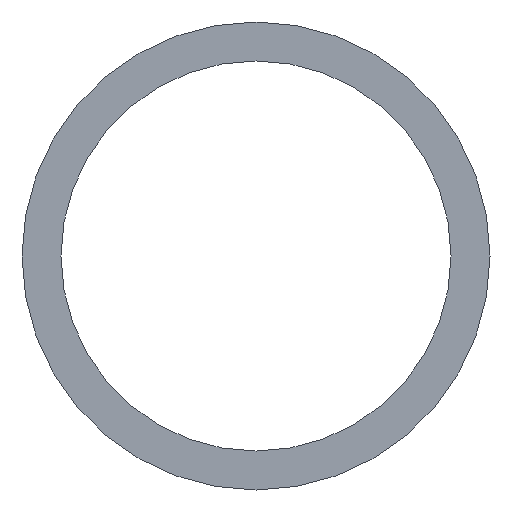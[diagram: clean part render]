
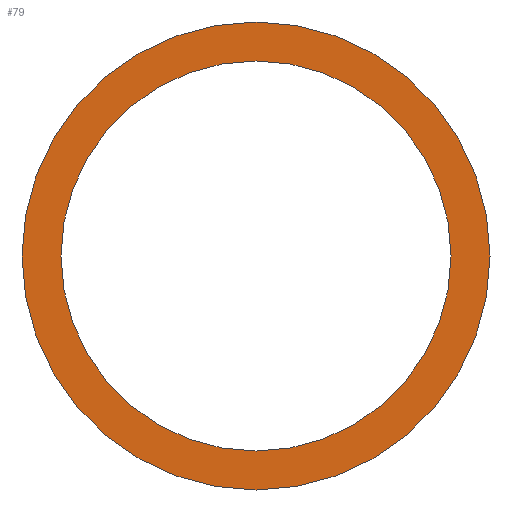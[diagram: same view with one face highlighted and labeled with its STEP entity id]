
A CAD part, front view. The second image highlights one B-rep face of the part: STEP entity #79.
In plain terms, the highlighted planar face has unit normal (0, -1, 0).
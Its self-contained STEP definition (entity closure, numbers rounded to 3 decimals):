
#2 = CIRCLE ( 'NONE', #155, 200. ) ;
#8 = VERTEX_POINT ( 'NONE', #401 ) ;
#12 = FACE_BOUND ( 'NONE', #390, .T. ) ;
#39 = DIRECTION ( 'NONE',  ( 0., 1., 0. ) ) ;
#42 = EDGE_CURVE ( 'NONE', #8, #271, #307, .T. ) ;
#44 = EDGE_CURVE ( 'NONE', #271, #8, #2, .T. ) ;
#63 = ORIENTED_EDGE ( 'NONE', *, *, #44, .T. ) ;
#79 = ADVANCED_FACE ( 'NONE', ( #85, #12 ), #165, .F. ) ;
#85 = FACE_OUTER_BOUND ( 'NONE', #248, .T. ) ;
#97 = CARTESIAN_POINT ( 'NONE',  ( 0., 0., 0. ) ) ;
#98 = CARTESIAN_POINT ( 'NONE',  ( 200., 0., 0. ) ) ;
#107 = ORIENTED_EDGE ( 'NONE', *, *, #326, .F. ) ;
#109 = AXIS2_PLACEMENT_3D ( 'NONE', #381, #202, #251 ) ;
#120 = DIRECTION ( 'NONE',  ( 0., 1., 0. ) ) ;
#124 = DIRECTION ( 'NONE',  ( 0., 1., 0. ) ) ;
#145 = AXIS2_PLACEMENT_3D ( 'NONE', #341, #120, #276 ) ;
#155 = AXIS2_PLACEMENT_3D ( 'NONE', #310, #39, #255 ) ;
#161 = DIRECTION ( 'NONE',  ( -1., 0., 0. ) ) ;
#165 = PLANE ( 'NONE',  #109 ) ;
#185 = CIRCLE ( 'NONE', #213, 240. ) ;
#202 = DIRECTION ( 'NONE',  ( 0., 1., 0. ) ) ;
#213 = AXIS2_PLACEMENT_3D ( 'NONE', #97, #124, #372 ) ;
#224 = DIRECTION ( 'NONE',  ( 0., 1., 0. ) ) ;
#226 = CARTESIAN_POINT ( 'NONE',  ( 0., 0., 0. ) ) ;
#248 = EDGE_LOOP ( 'NONE', ( #317, #107 ) ) ;
#251 = DIRECTION ( 'NONE',  ( -1., 0., 0. ) ) ;
#255 = DIRECTION ( 'NONE',  ( -1., 0., 0. ) ) ;
#258 = CIRCLE ( 'NONE', #145, 240. ) ;
#271 = VERTEX_POINT ( 'NONE', #98 ) ;
#276 = DIRECTION ( 'NONE',  ( -1., 0., 0. ) ) ;
#295 = EDGE_CURVE ( 'NONE', #325, #314, #258, .T. ) ;
#299 = ORIENTED_EDGE ( 'NONE', *, *, #42, .T. ) ;
#307 = CIRCLE ( 'NONE', #369, 200. ) ;
#310 = CARTESIAN_POINT ( 'NONE',  ( 0., 0., 0. ) ) ;
#314 = VERTEX_POINT ( 'NONE', #368 ) ;
#317 = ORIENTED_EDGE ( 'NONE', *, *, #295, .F. ) ;
#325 = VERTEX_POINT ( 'NONE', #367 ) ;
#326 = EDGE_CURVE ( 'NONE', #314, #325, #185, .T. ) ;
#341 = CARTESIAN_POINT ( 'NONE',  ( 0., 0., 0. ) ) ;
#367 = CARTESIAN_POINT ( 'NONE',  ( 240., 0., 0. ) ) ;
#368 = CARTESIAN_POINT ( 'NONE',  ( -240., 0., 0. ) ) ;
#369 = AXIS2_PLACEMENT_3D ( 'NONE', #226, #224, #161 ) ;
#372 = DIRECTION ( 'NONE',  ( -1., 0., 0. ) ) ;
#381 = CARTESIAN_POINT ( 'NONE',  ( 240., 0., 0. ) ) ;
#390 = EDGE_LOOP ( 'NONE', ( #299, #63 ) ) ;
#401 = CARTESIAN_POINT ( 'NONE',  ( -200., 0., 0. ) ) ;
